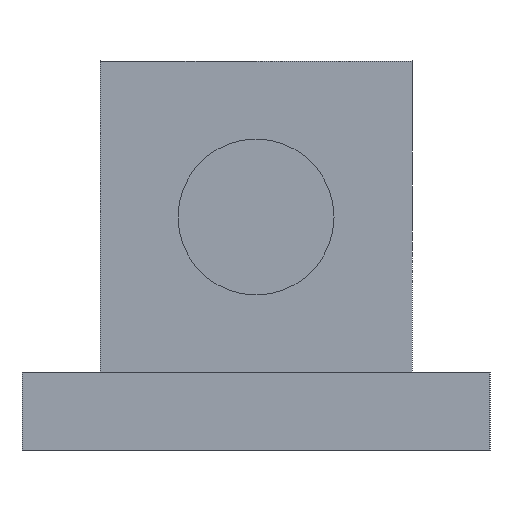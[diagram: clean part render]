
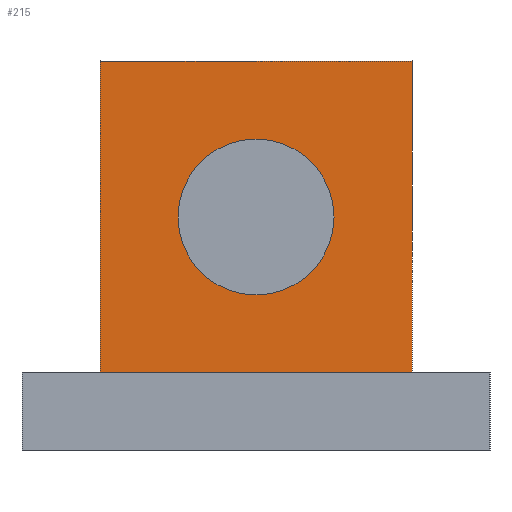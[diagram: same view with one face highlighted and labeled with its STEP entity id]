
A CAD part, left-side view. The second image highlights one B-rep face of the part: STEP entity #215.
In plain terms, the highlighted planar face has unit normal (-1, 0, 0).
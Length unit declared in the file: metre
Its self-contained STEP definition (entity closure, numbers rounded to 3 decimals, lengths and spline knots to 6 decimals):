
#21=CIRCLE('',#242,0.025);
#39=ORIENTED_EDGE('',*,*,#86,.F.);
#40=ORIENTED_EDGE('',*,*,#75,.T.);
#41=ORIENTED_EDGE('',*,*,#82,.T.);
#42=ORIENTED_EDGE('',*,*,#87,.F.);
#43=ORIENTED_EDGE('',*,*,#79,.F.);
#75=EDGE_CURVE('',#101,#102,#119,.T.);
#79=EDGE_CURVE('',#101,#105,#123,.T.);
#82=EDGE_CURVE('',#102,#107,#126,.T.);
#86=EDGE_CURVE('',#109,#109,#21,.T.);
#87=EDGE_CURVE('',#105,#107,#130,.T.);
#101=VERTEX_POINT('',#311);
#102=VERTEX_POINT('',#312);
#105=VERTEX_POINT('',#320);
#107=VERTEX_POINT('',#326);
#109=VERTEX_POINT('',#334);
#119=LINE('',#310,#143);
#123=LINE('',#319,#147);
#126=LINE('',#325,#150);
#130=LINE('',#335,#154);
#143=VECTOR('',#256,1.);
#147=VECTOR('',#262,1.);
#150=VECTOR('',#267,1.);
#154=VECTOR('',#277,1.);
#171=EDGE_LOOP('',(#39));
#172=EDGE_LOOP('',(#40,#41,#42,#43));
#187=FACE_BOUND('',#171,.T.);
#188=FACE_BOUND('',#172,.T.);
#203=PLANE('',#241);
#215=ADVANCED_FACE('',(#187,#188),#203,.F.);
#241=AXIS2_PLACEMENT_3D('',#332,#273,#274);
#242=AXIS2_PLACEMENT_3D('',#333,#275,#276);
#256=DIRECTION('',(0.,1.,0.));
#262=DIRECTION('',(0.,0.,-1.));
#267=DIRECTION('',(0.,0.,-1.));
#273=DIRECTION('',(1.,0.,0.));
#274=DIRECTION('',(0.,1.,0.));
#275=DIRECTION('',(-1.,0.,0.));
#276=DIRECTION('',(0.,0.,1.));
#277=DIRECTION('',(0.,1.,0.));
#310=CARTESIAN_POINT('',(0.,0.,0.05));
#311=CARTESIAN_POINT('',(0.,-0.05,0.05));
#312=CARTESIAN_POINT('',(0.,0.05,0.05));
#319=CARTESIAN_POINT('',(0.,-0.05,0.));
#320=CARTESIAN_POINT('',(0.,-0.05,-0.05));
#325=CARTESIAN_POINT('',(0.,0.05,0.));
#326=CARTESIAN_POINT('',(0.,0.05,-0.05));
#332=CARTESIAN_POINT('',(0.,0.,0.));
#333=CARTESIAN_POINT('',(0.,0.,0.));
#334=CARTESIAN_POINT('',(0.,0.,0.025));
#335=CARTESIAN_POINT('',(0.,0.,-0.05));
